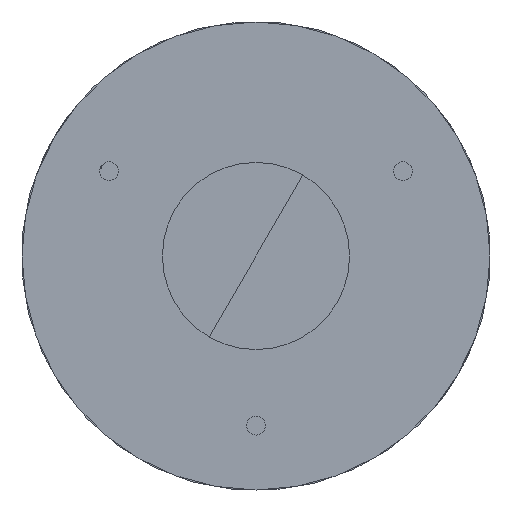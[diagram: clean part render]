
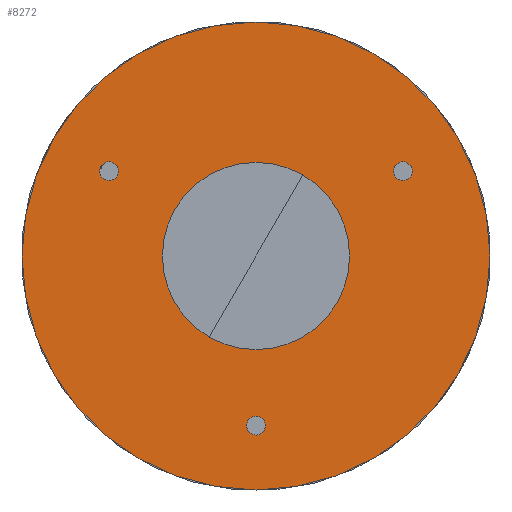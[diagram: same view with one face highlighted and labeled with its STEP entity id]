
A CAD part, front view. The second image highlights one B-rep face of the part: STEP entity #8272.
In plain terms, the highlighted planar face has unit normal (0, -1, 0).
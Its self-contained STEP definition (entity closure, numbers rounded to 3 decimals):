
#371 = EDGE_LOOP ( 'NONE', ( #5608, #7225 ) ) ;
#386 = EDGE_CURVE ( 'NONE', #18561, #5535, #8627, .T. ) ;
#1131 = CARTESIAN_POINT ( 'NONE',  ( 0., 0., 0. ) ) ;
#1215 = ORIENTED_EDGE ( 'NONE', *, *, #2986, .T. ) ;
#1235 = DIRECTION ( 'NONE',  ( 0., 0., 1. ) ) ;
#1328 = VERTEX_POINT ( 'NONE', #21954 ) ;
#1423 = DIRECTION ( 'NONE',  ( 0., -1., 0. ) ) ;
#1737 = AXIS2_PLACEMENT_3D ( 'NONE', #11750, #21011, #9951 ) ;
#1835 = AXIS2_PLACEMENT_3D ( 'NONE', #17407, #23033, #13660 ) ;
#2088 = FACE_OUTER_BOUND ( 'NONE', #23516, .T. ) ;
#2089 = DIRECTION ( 'NONE',  ( 0., 0., 1. ) ) ;
#2841 = ORIENTED_EDGE ( 'NONE', *, *, #4904, .T. ) ;
#2986 = EDGE_CURVE ( 'NONE', #5535, #18561, #22218, .T. ) ;
#3105 = EDGE_CURVE ( 'NONE', #8543, #4165, #4943, .T. ) ;
#3170 = CARTESIAN_POINT ( 'NONE',  ( 62.787, 0., 32.25 ) ) ;
#3592 = EDGE_CURVE ( 'NONE', #9691, #10781, #11420, .T. ) ;
#3817 = CARTESIAN_POINT ( 'NONE',  ( 0., 0., -40. ) ) ;
#4095 = VERTEX_POINT ( 'NONE', #19700 ) ;
#4165 = VERTEX_POINT ( 'NONE', #11497 ) ;
#4554 = AXIS2_PLACEMENT_3D ( 'NONE', #23007, #6543, #1235 ) ;
#4904 = EDGE_CURVE ( 'NONE', #23235, #1328, #5249, .T. ) ;
#4943 = CIRCLE ( 'NONE', #4554, 4. ) ;
#5249 = CIRCLE ( 'NONE', #21383, 100. ) ;
#5535 = VERTEX_POINT ( 'NONE', #7498 ) ;
#5608 = ORIENTED_EDGE ( 'NONE', *, *, #18157, .T. ) ;
#5665 = ORIENTED_EDGE ( 'NONE', *, *, #3105, .T. ) ;
#5719 = CARTESIAN_POINT ( 'NONE',  ( 0., 0., -68.5 ) ) ;
#6179 = PLANE ( 'NONE',  #10216 ) ;
#6543 = DIRECTION ( 'NONE',  ( 0., 1., 0. ) ) ;
#6880 = AXIS2_PLACEMENT_3D ( 'NONE', #1131, #10620, #17989 ) ;
#6905 = CIRCLE ( 'NONE', #20368, 4. ) ;
#7225 = ORIENTED_EDGE ( 'NONE', *, *, #22216, .T. ) ;
#7498 = CARTESIAN_POINT ( 'NONE',  ( 0., 0., -76.5 ) ) ;
#7836 = ORIENTED_EDGE ( 'NONE', *, *, #386, .T. ) ;
#8195 = ORIENTED_EDGE ( 'NONE', *, *, #17188, .T. ) ;
#8272 = ADVANCED_FACE ( 'NONE', ( #9777, #9309, #20388, #18590, #2088 ), #6179, .F. ) ;
#8543 = VERTEX_POINT ( 'NONE', #22298 ) ;
#8627 = CIRCLE ( 'NONE', #20935, 4. ) ;
#8630 = DIRECTION ( 'NONE',  ( 0., 0., 1. ) ) ;
#8717 = AXIS2_PLACEMENT_3D ( 'NONE', #9125, #9362, #14669 ) ;
#8870 = DIRECTION ( 'NONE',  ( 0., 0., -1. ) ) ;
#9125 = CARTESIAN_POINT ( 'NONE',  ( 0., 0., 0. ) ) ;
#9309 = FACE_BOUND ( 'NONE', #371, .T. ) ;
#9362 = DIRECTION ( 'NONE',  ( 0., -1., 0. ) ) ;
#9691 = VERTEX_POINT ( 'NONE', #3817 ) ;
#9777 = FACE_BOUND ( 'NONE', #23763, .T. ) ;
#9898 = CARTESIAN_POINT ( 'NONE',  ( 40., 0., 0. ) ) ;
#9951 = DIRECTION ( 'NONE',  ( 0., 0., 1. ) ) ;
#10013 = DIRECTION ( 'NONE',  ( 0., 0., 1. ) ) ;
#10216 = AXIS2_PLACEMENT_3D ( 'NONE', #9898, #23097, #10013 ) ;
#10402 = EDGE_CURVE ( 'NONE', #4165, #8543, #14922, .T. ) ;
#10620 = DIRECTION ( 'NONE',  ( 0., -1., 0. ) ) ;
#10781 = VERTEX_POINT ( 'NONE', #11483 ) ;
#11420 = CIRCLE ( 'NONE', #8717, 40. ) ;
#11483 = CARTESIAN_POINT ( 'NONE',  ( 0., 0., 40. ) ) ;
#11497 = CARTESIAN_POINT ( 'NONE',  ( -62.787, 0., 32.25 ) ) ;
#11555 = ORIENTED_EDGE ( 'NONE', *, *, #13447, .F. ) ;
#11750 = CARTESIAN_POINT ( 'NONE',  ( 62.787, 0., 36.25 ) ) ;
#11759 = CARTESIAN_POINT ( 'NONE',  ( 62.787, 0., 36.25 ) ) ;
#11852 = AXIS2_PLACEMENT_3D ( 'NONE', #21873, #23782, #8630 ) ;
#11895 = CARTESIAN_POINT ( 'NONE',  ( 0., 0., 100. ) ) ;
#12553 = AXIS2_PLACEMENT_3D ( 'NONE', #23279, #23641, #8870 ) ;
#13447 = EDGE_CURVE ( 'NONE', #10781, #9691, #22912, .T. ) ;
#13660 = DIRECTION ( 'NONE',  ( 0., 0., 1. ) ) ;
#13916 = DIRECTION ( 'NONE',  ( 0., 1., 0. ) ) ;
#14669 = DIRECTION ( 'NONE',  ( 0., 0., -1. ) ) ;
#14922 = CIRCLE ( 'NONE', #1835, 4. ) ;
#14980 = DIRECTION ( 'NONE',  ( 0., 1., 0. ) ) ;
#16685 = EDGE_LOOP ( 'NONE', ( #7836, #1215 ) ) ;
#17188 = EDGE_CURVE ( 'NONE', #1328, #23235, #19583, .T. ) ;
#17407 = CARTESIAN_POINT ( 'NONE',  ( -62.787, 0., 36.25 ) ) ;
#17489 = CIRCLE ( 'NONE', #1737, 4. ) ;
#17689 = DIRECTION ( 'NONE',  ( 0., 0., -1. ) ) ;
#17989 = DIRECTION ( 'NONE',  ( 0., 0., -1. ) ) ;
#18157 = EDGE_CURVE ( 'NONE', #4095, #21750, #6905, .T. ) ;
#18357 = CARTESIAN_POINT ( 'NONE',  ( 0., 0., -72.5 ) ) ;
#18561 = VERTEX_POINT ( 'NONE', #5719 ) ;
#18590 = FACE_BOUND ( 'NONE', #23045, .T. ) ;
#19464 = DIRECTION ( 'NONE',  ( 0., 0., 1. ) ) ;
#19583 = CIRCLE ( 'NONE', #6880, 100. ) ;
#19700 = CARTESIAN_POINT ( 'NONE',  ( 62.787, 0., 40.25 ) ) ;
#20368 = AXIS2_PLACEMENT_3D ( 'NONE', #11759, #13916, #19464 ) ;
#20388 = FACE_BOUND ( 'NONE', #16685, .T. ) ;
#20448 = ORIENTED_EDGE ( 'NONE', *, *, #3592, .F. ) ;
#20935 = AXIS2_PLACEMENT_3D ( 'NONE', #18357, #14980, #2089 ) ;
#21011 = DIRECTION ( 'NONE',  ( 0., 1., 0. ) ) ;
#21383 = AXIS2_PLACEMENT_3D ( 'NONE', #23174, #1423, #17689 ) ;
#21750 = VERTEX_POINT ( 'NONE', #3170 ) ;
#21873 = CARTESIAN_POINT ( 'NONE',  ( 0., 0., -72.5 ) ) ;
#21954 = CARTESIAN_POINT ( 'NONE',  ( 0., 0., -100. ) ) ;
#22216 = EDGE_CURVE ( 'NONE', #21750, #4095, #17489, .T. ) ;
#22218 = CIRCLE ( 'NONE', #11852, 4. ) ;
#22298 = CARTESIAN_POINT ( 'NONE',  ( -62.787, 0., 40.25 ) ) ;
#22912 = CIRCLE ( 'NONE', #12553, 40. ) ;
#23007 = CARTESIAN_POINT ( 'NONE',  ( -62.787, 0., 36.25 ) ) ;
#23033 = DIRECTION ( 'NONE',  ( 0., 1., 0. ) ) ;
#23045 = EDGE_LOOP ( 'NONE', ( #20448, #11555 ) ) ;
#23097 = DIRECTION ( 'NONE',  ( 0., 1., 0. ) ) ;
#23174 = CARTESIAN_POINT ( 'NONE',  ( 0., 0., 0. ) ) ;
#23233 = ORIENTED_EDGE ( 'NONE', *, *, #10402, .T. ) ;
#23235 = VERTEX_POINT ( 'NONE', #11895 ) ;
#23279 = CARTESIAN_POINT ( 'NONE',  ( 0., 0., 0. ) ) ;
#23516 = EDGE_LOOP ( 'NONE', ( #8195, #2841 ) ) ;
#23641 = DIRECTION ( 'NONE',  ( 0., -1., 0. ) ) ;
#23763 = EDGE_LOOP ( 'NONE', ( #5665, #23233 ) ) ;
#23782 = DIRECTION ( 'NONE',  ( 0., 1., 0. ) ) ;
